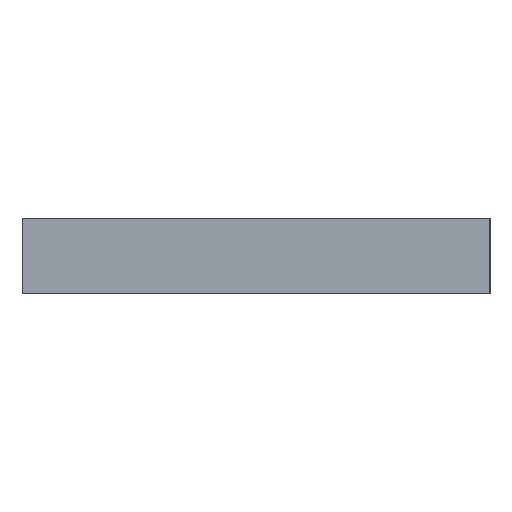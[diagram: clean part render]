
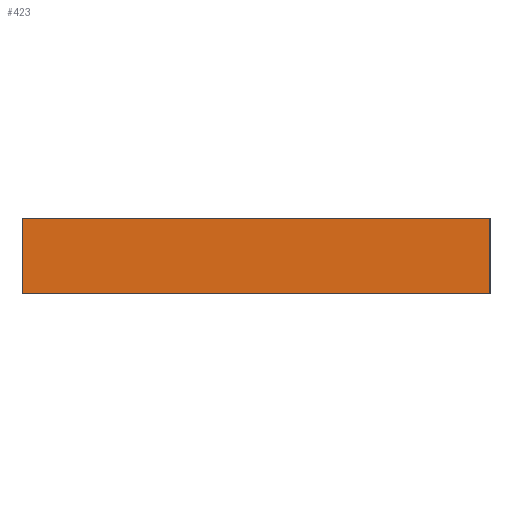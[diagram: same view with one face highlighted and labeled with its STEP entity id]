
A CAD part, left-side view. The second image highlights one B-rep face of the part: STEP entity #423.
In plain terms, the highlighted planar face has unit normal (-1, 0, 0).
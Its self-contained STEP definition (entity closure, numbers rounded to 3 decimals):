
#26 = CARTESIAN_POINT ( 'NONE',  ( 0., -90., 14.5 ) ) ;
#52 = CARTESIAN_POINT ( 'NONE',  ( 0., 90., -14.5 ) ) ;
#63 = CARTESIAN_POINT ( 'NONE',  ( 0., 0., -14.5 ) ) ;
#79 = EDGE_LOOP ( 'NONE', ( #309, #410, #652, #641 ) ) ;
#86 = VERTEX_POINT ( 'NONE', #228 ) ;
#93 = AXIS2_PLACEMENT_3D ( 'NONE', #484, #167, #545 ) ;
#110 = PLANE ( 'NONE',  #93 ) ;
#167 = DIRECTION ( 'NONE',  ( 1., 0., 0. ) ) ;
#171 = CARTESIAN_POINT ( 'NONE',  ( 0., 90., 14.5 ) ) ;
#221 = VECTOR ( 'NONE', #670, 1000. ) ;
#228 = CARTESIAN_POINT ( 'NONE',  ( 0., -90., -14.5 ) ) ;
#240 = VECTOR ( 'NONE', #384, 1000. ) ;
#274 = VECTOR ( 'NONE', #552, 1000. ) ;
#296 = CARTESIAN_POINT ( 'NONE',  ( 0., -90., 14.5 ) ) ;
#305 = EDGE_CURVE ( 'NONE', #365, #86, #357, .T. ) ;
#309 = ORIENTED_EDGE ( 'NONE', *, *, #534, .T. ) ;
#352 = DIRECTION ( 'NONE',  ( 0., 0., -1. ) ) ;
#357 = LINE ( 'NONE', #296, #640 ) ;
#365 = VERTEX_POINT ( 'NONE', #26 ) ;
#384 = DIRECTION ( 'NONE',  ( 0., -1., 0. ) ) ;
#410 = ORIENTED_EDGE ( 'NONE', *, *, #305, .F. ) ;
#423 = ADVANCED_FACE ( 'NONE', ( #450 ), #110, .F. ) ;
#447 = VERTEX_POINT ( 'NONE', #52 ) ;
#450 = FACE_OUTER_BOUND ( 'NONE', #79, .T. ) ;
#459 = CARTESIAN_POINT ( 'NONE',  ( 0., 90., 14.5 ) ) ;
#479 = EDGE_CURVE ( 'NONE', #667, #447, #704, .T. ) ;
#484 = CARTESIAN_POINT ( 'NONE',  ( 0., 0., 14.5 ) ) ;
#496 = CARTESIAN_POINT ( 'NONE',  ( 0., 0., 14.5 ) ) ;
#513 = LINE ( 'NONE', #496, #221 ) ;
#534 = EDGE_CURVE ( 'NONE', #447, #86, #686, .T. ) ;
#545 = DIRECTION ( 'NONE',  ( 0., 1., 0. ) ) ;
#552 = DIRECTION ( 'NONE',  ( 0., 0., -1. ) ) ;
#556 = EDGE_CURVE ( 'NONE', #667, #365, #513, .T. ) ;
#640 = VECTOR ( 'NONE', #352, 1000. ) ;
#641 = ORIENTED_EDGE ( 'NONE', *, *, #479, .T. ) ;
#652 = ORIENTED_EDGE ( 'NONE', *, *, #556, .F. ) ;
#667 = VERTEX_POINT ( 'NONE', #459 ) ;
#670 = DIRECTION ( 'NONE',  ( 0., -1., 0. ) ) ;
#686 = LINE ( 'NONE', #63, #240 ) ;
#704 = LINE ( 'NONE', #171, #274 ) ;
